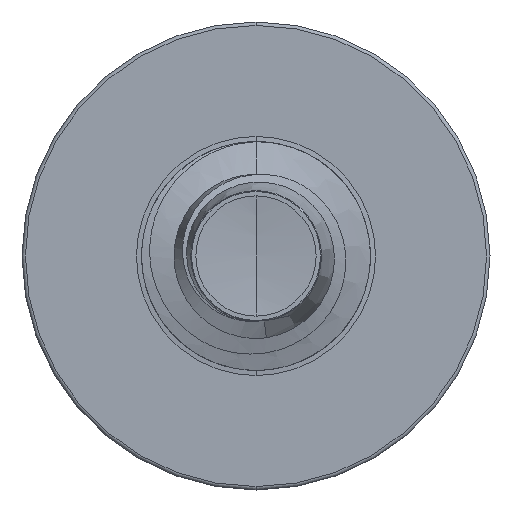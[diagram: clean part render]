
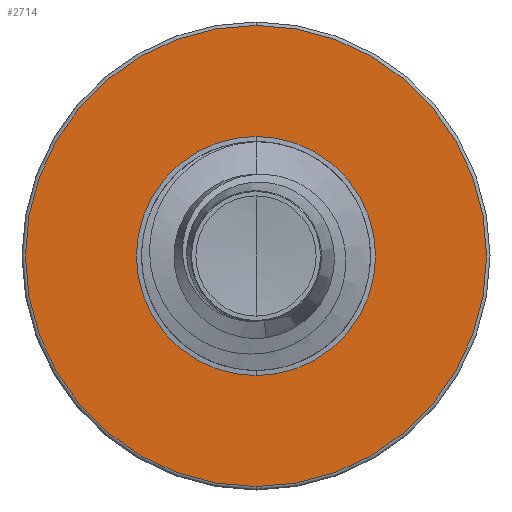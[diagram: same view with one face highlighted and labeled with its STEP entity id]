
A CAD part, front view. The second image highlights one B-rep face of the part: STEP entity #2714.
In plain terms, the highlighted planar face has unit normal (0, -1, 0).
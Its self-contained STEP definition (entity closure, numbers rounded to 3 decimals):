
#163 = DIRECTION ( 'NONE',  ( 0., 0., 1. ) ) ;
#392 = CIRCLE ( 'NONE', #851, 1.15 ) ;
#571 = AXIS2_PLACEMENT_3D ( 'NONE', #2729, #8625, #3638 ) ;
#634 = DIRECTION ( 'NONE',  ( 0., 1., 0. ) ) ;
#702 = CARTESIAN_POINT ( 'NONE',  ( 0., 5., -1.15 ) ) ;
#762 = EDGE_CURVE ( 'NONE', #1342, #8591, #392, .T. ) ;
#851 = AXIS2_PLACEMENT_3D ( 'NONE', #3249, #7328, #8277 ) ;
#1008 = AXIS2_PLACEMENT_3D ( 'NONE', #702, #5201, #10661 ) ;
#1342 = VERTEX_POINT ( 'NONE', #7364 ) ;
#1652 = FACE_OUTER_BOUND ( 'NONE', #8396, .T. ) ;
#1714 = EDGE_LOOP ( 'NONE', ( #3547, #3606 ) ) ;
#1740 = CARTESIAN_POINT ( 'NONE',  ( 0., 5., -2.217 ) ) ;
#2156 = VERTEX_POINT ( 'NONE', #1740 ) ;
#2714 = ADVANCED_FACE ( 'NONE', ( #1652, #6333 ), #7651, .F. ) ;
#2729 = CARTESIAN_POINT ( 'NONE',  ( 0., 5., 0. ) ) ;
#3249 = CARTESIAN_POINT ( 'NONE',  ( 0., 5., 0. ) ) ;
#3283 = ORIENTED_EDGE ( 'NONE', *, *, #8808, .F. ) ;
#3360 = ORIENTED_EDGE ( 'NONE', *, *, #9442, .F. ) ;
#3448 = CARTESIAN_POINT ( 'NONE',  ( 0., 5., -1.15 ) ) ;
#3547 = ORIENTED_EDGE ( 'NONE', *, *, #762, .T. ) ;
#3606 = ORIENTED_EDGE ( 'NONE', *, *, #10460, .T. ) ;
#3638 = DIRECTION ( 'NONE',  ( 0., 0., 1. ) ) ;
#3741 = CARTESIAN_POINT ( 'NONE',  ( 0., 5., 2.217 ) ) ;
#4111 = CIRCLE ( 'NONE', #8111, 2.217 ) ;
#5201 = DIRECTION ( 'NONE',  ( 0., 1., 0. ) ) ;
#5435 = CIRCLE ( 'NONE', #8439, 1.15 ) ;
#5529 = DIRECTION ( 'NONE',  ( 0., 1., 0. ) ) ;
#5954 = CARTESIAN_POINT ( 'NONE',  ( 0., 5., 0. ) ) ;
#6238 = CIRCLE ( 'NONE', #571, 2.217 ) ;
#6333 = FACE_BOUND ( 'NONE', #1714, .T. ) ;
#6777 = DIRECTION ( 'NONE',  ( 0., 0., 1. ) ) ;
#7152 = VERTEX_POINT ( 'NONE', #3741 ) ;
#7328 = DIRECTION ( 'NONE',  ( 0., 1., 0. ) ) ;
#7364 = CARTESIAN_POINT ( 'NONE',  ( 0., 5., 1.15 ) ) ;
#7651 = PLANE ( 'NONE',  #1008 ) ;
#8111 = AXIS2_PLACEMENT_3D ( 'NONE', #10245, #5529, #163 ) ;
#8277 = DIRECTION ( 'NONE',  ( 0., 0., 1. ) ) ;
#8396 = EDGE_LOOP ( 'NONE', ( #3283, #3360 ) ) ;
#8439 = AXIS2_PLACEMENT_3D ( 'NONE', #5954, #634, #6777 ) ;
#8591 = VERTEX_POINT ( 'NONE', #3448 ) ;
#8625 = DIRECTION ( 'NONE',  ( 0., 1., 0. ) ) ;
#8808 = EDGE_CURVE ( 'NONE', #7152, #2156, #6238, .T. ) ;
#9442 = EDGE_CURVE ( 'NONE', #2156, #7152, #4111, .T. ) ;
#10245 = CARTESIAN_POINT ( 'NONE',  ( 0., 5., 0. ) ) ;
#10460 = EDGE_CURVE ( 'NONE', #8591, #1342, #5435, .T. ) ;
#10661 = DIRECTION ( 'NONE',  ( 0., 0., 1. ) ) ;
